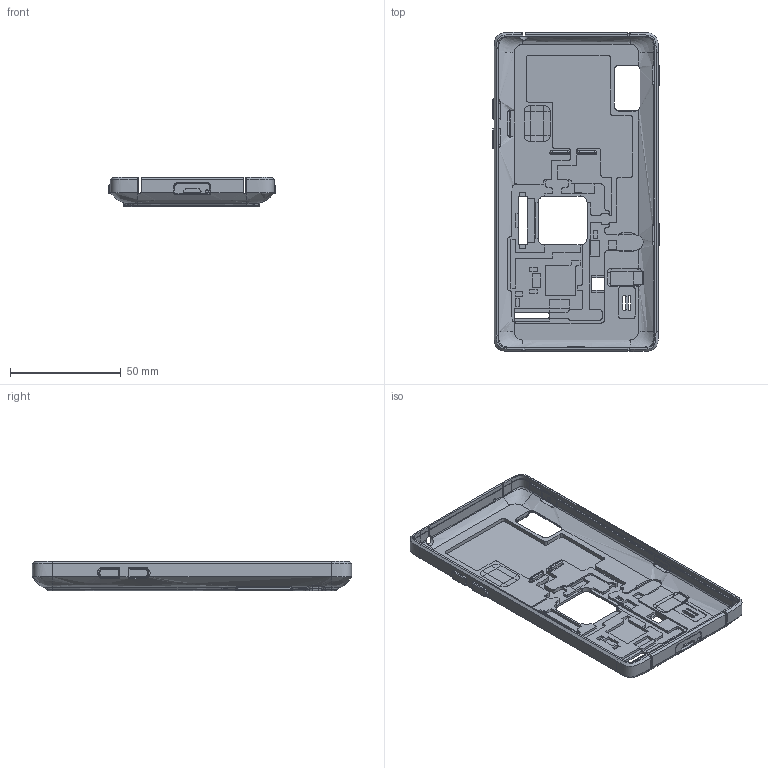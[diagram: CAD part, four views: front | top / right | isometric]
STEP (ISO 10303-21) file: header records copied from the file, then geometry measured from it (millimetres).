
FILE_DESCRIPTION(/* description */ (''),/* implementation_level */ '2;1');
FILE_NAME(/* name */ 'DIY_extension_FP2_Case.step',/* time_stamp */ '2018-01-30T16:00:49+01:00',/* author */ ('Kirschner-christoph'),/* organization */ (''),/* preprocessor_version */ 'ST-DEVELOPER v16.13',/* originating_system */ 'Autodesk Translation Framework v6.5.0.72',/* authorisation */ '');
FILE_SCHEMA (('AUTOMOTIVE_DESIGN { 1 0 10303 214 3 1 1 }'));
Length unit declared in the file: millimetre
Products named in the file (1): FP2 SLS SLA Single Piece Cover
Bounding box: 74.95 x 143.8 x 13.3 mm (x, y, z)
Volume: 22081 mm3; surface area: 28862.4 mm2
Topology: 1 solids, 1 shells, 817 faces, 2261 edges, 1443 vertices
Faces by surface type: plane 382, cylinder 234, bspline 170, torus 17, cone 8, sphere 6
Full cylindrical faces by diameter (mm): 1.5 x1, 1.6 x2
Entity records: 41592 total; most frequent: CARTESIAN_POINT 21598, ORIENTED_EDGE 4506, DIRECTION 3700, EDGE_CURVE 2253, VERTEX_POINT 1443, LINE 1288, VECTOR 1288, AXIS2_PLACEMENT_3D 1206
